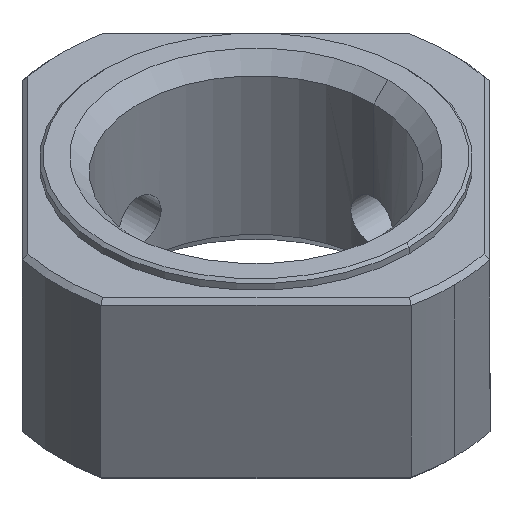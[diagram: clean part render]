
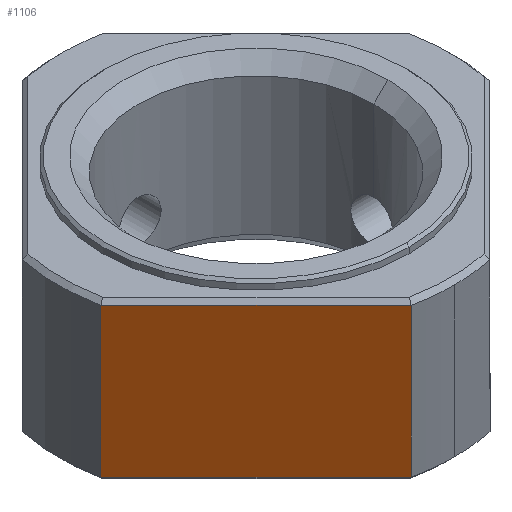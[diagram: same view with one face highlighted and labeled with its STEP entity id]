
A CAD part, isometric view. The second image highlights one B-rep face of the part: STEP entity #1106.
In plain terms, the highlighted planar face has unit normal (-0.707, -0.707, 0).
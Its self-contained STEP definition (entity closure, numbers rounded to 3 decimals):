
#22 = VERTEX_POINT ( 'NONE', #85 ) ;
#29 = VERTEX_POINT ( 'NONE', #92 ) ;
#43 = VERTEX_POINT ( 'NONE', #106 ) ;
#50 = VERTEX_POINT ( 'NONE', #113 ) ;
#85 = CARTESIAN_POINT ( 'NONE',  ( -4.761, -23.523, 0.5 ) ) ;
#92 = CARTESIAN_POINT ( 'NONE',  ( -4.761, -23.523, 18.5 ) ) ;
#106 = CARTESIAN_POINT ( 'NONE',  ( -23.523, -4.761, 18.5 ) ) ;
#113 = CARTESIAN_POINT ( 'NONE',  ( -23.523, -4.761, 0.5 ) ) ;
#406 = EDGE_CURVE ( 'NONE', #29, #22, #897, .T. ) ;
#427 = EDGE_CURVE ( 'NONE', #29, #43, #920, .T. ) ;
#431 = EDGE_CURVE ( 'NONE', #43, #50, #928, .T. ) ;
#443 = EDGE_CURVE ( 'NONE', #22, #50, #944, .T. ) ;
#566 = AXIS2_PLACEMENT_3D ( 'NONE', #1809, #1812, #1813 ) ;
#617 = EDGE_LOOP ( 'NONE', ( #736, #737, #738, #739 ) ) ;
#736 = ORIENTED_EDGE ( 'NONE', *, *, #431, .T. ) ;
#737 = ORIENTED_EDGE ( 'NONE', *, *, #443, .F. ) ;
#738 = ORIENTED_EDGE ( 'NONE', *, *, #406, .F. ) ;
#739 = ORIENTED_EDGE ( 'NONE', *, *, #427, .T. ) ;
#896 = VECTOR ( 'NONE', #1204, 1000. ) ;
#897 = LINE ( 'NONE', #1203, #896 ) ;
#906 = VECTOR ( 'NONE', #1265, 1000. ) ;
#920 = LINE ( 'NONE', #1264, #906 ) ;
#925 = VECTOR ( 'NONE', #1275, 1000. ) ;
#928 = LINE ( 'NONE', #1266, #925 ) ;
#944 = LINE ( 'NONE', #1308, #945 ) ;
#945 = VECTOR ( 'NONE', #1309, 1000. ) ;
#1019 = FACE_OUTER_BOUND ( 'NONE', #617, .T. ) ;
#1106 = ADVANCED_FACE ( 'NONE', ( #1019 ), #1810, .T. ) ;
#1203 = CARTESIAN_POINT ( 'NONE',  ( -4.761, -23.523, 41.677 ) ) ;
#1204 = DIRECTION ( 'NONE',  ( 0., 0., -1. ) ) ;
#1264 = CARTESIAN_POINT ( 'NONE',  ( 0., -28.284, 18.5 ) ) ;
#1265 = DIRECTION ( 'NONE',  ( -0.707, 0.707, 0. ) ) ;
#1266 = CARTESIAN_POINT ( 'NONE',  ( -23.523, -4.761, 20. ) ) ;
#1275 = DIRECTION ( 'NONE',  ( 0., 0., -1. ) ) ;
#1308 = CARTESIAN_POINT ( 'NONE',  ( -4.761, -23.523, 0.5 ) ) ;
#1309 = DIRECTION ( 'NONE',  ( -0.707, 0.707, 0. ) ) ;
#1809 = CARTESIAN_POINT ( 'NONE',  ( 0., -28.284, 20. ) ) ;
#1810 = PLANE ( 'NONE',  #566 ) ;
#1812 = DIRECTION ( 'NONE',  ( -0.707, -0.707, 0. ) ) ;
#1813 = DIRECTION ( 'NONE',  ( 0.707, -0.707, 0. ) ) ;
